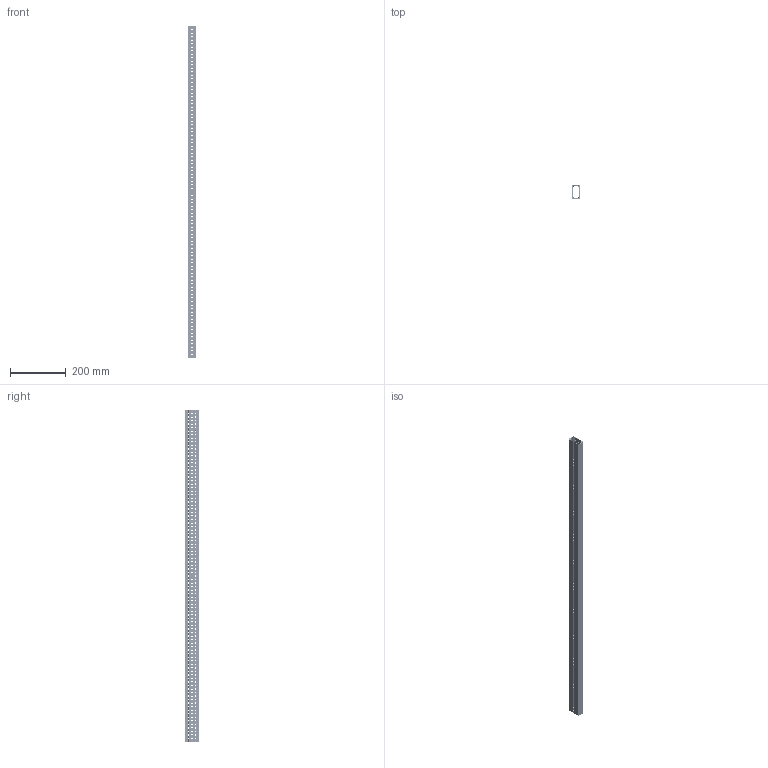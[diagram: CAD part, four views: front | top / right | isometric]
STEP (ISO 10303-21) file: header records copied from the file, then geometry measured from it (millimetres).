
FILE_DESCRIPTION (( 'STEP AP203' ), '1' );
FILE_NAME ('REV-21-2289.STEP', '2022-04-27T20:15:30', ( '' ), ( '' ), 'SwSTEP 2.0', 'SolidWorks 2022', '' );
FILE_SCHEMA (( 'CONFIG_CONTROL_DESIGN' ));
Products named in the file (1): REV-21-2289
Bounding box: 25.4 x 50.8 x 1193.8 mm (x, y, z)
Volume: 214237.8 mm3; surface area: 416810.2 mm2
Topology: 1 solids, 1 shells, 4576 faces, 15210 edges, 9148 vertices
Faces by surface type: plane 3050, cylinder 1526
Entity records: 164533 total; most frequent: CARTESIAN_POINT 46791, ORIENTED_EDGE 30420, DIRECTION 21464, EDGE_CURVE 15210, VERTEX_POINT 9148, AXIS2_PLACEMENT_3D 7629, VECTOR 6206, LINE 6206
